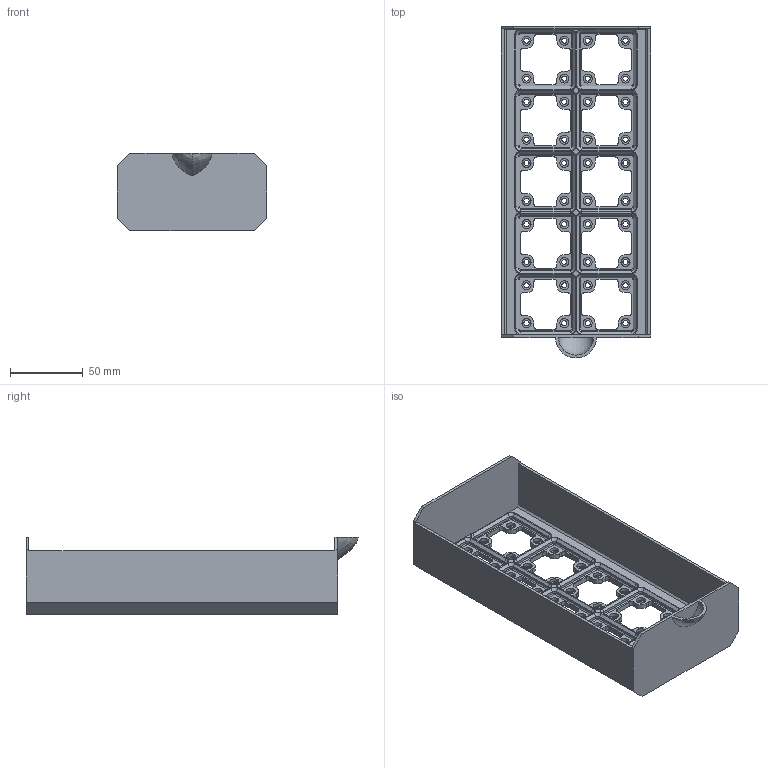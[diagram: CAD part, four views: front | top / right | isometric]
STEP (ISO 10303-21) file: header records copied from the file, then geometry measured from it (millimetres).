
FILE_DESCRIPTION(/* description */ ('STEP AP242','CAx-IF Rec.Pracs.---Representation and Presentation of Product Manufacturing Information (PMI)---4.0---2014-10-13','CAx-IF Rec.Pracs.---3D Tessellated Geometry---0.4---2014-09-14','2;1'),/* implementation_level */ '2;1');
FILE_NAME(/* name */ '647a3a8e034fd51ae24df953',/* time_stamp */ '2023-06-02T18:53:03Z',/* author */ (''),/* organization */ (''),/* preprocessor_version */ 'ST-DEVELOPER v19.4',/* originating_system */ ' ',/* authorisation */ ' ');
FILE_SCHEMA (('AP242_MANAGED_MODEL_BASED_3D_ENGINEERING_MIM_LF { 1 0 10303 442 1 1 4 }'));
Length unit declared in the file: metre
Products named in the file (1): Modular Gridfinity Drawer 2x5
Bounding box: 102.39 x 228 x 52.9 mm (x, y, z)
Volume: 108524.7 mm3; surface area: 88460.4 mm2
Topology: 1 solids, 1 shells, 710 faces, 1737 edges, 1066 vertices
Faces by surface type: plane 320, cylinder 267, cone 80, torus 40, bspline 3
Full cylindrical faces by diameter (mm): 3.5 x40, 6.2 x40
Entity records: 20729 total; most frequent: DIRECTION 3752, CARTESIAN_POINT 3633, ORIENTED_EDGE 3306, EDGE_CURVE 1653, AXIS2_PLACEMENT_3D 1393, VERTEX_POINT 1066, LINE 966, VECTOR 966
